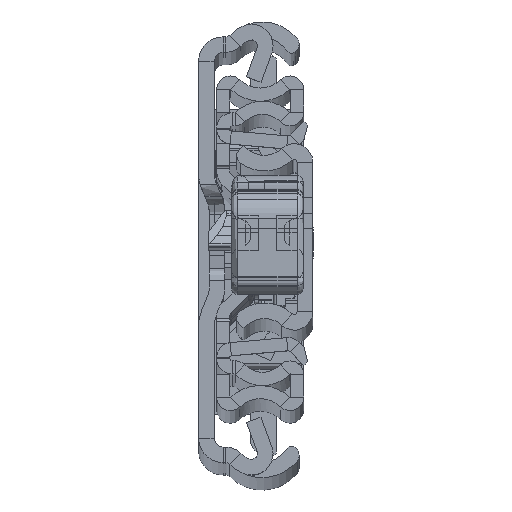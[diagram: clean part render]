
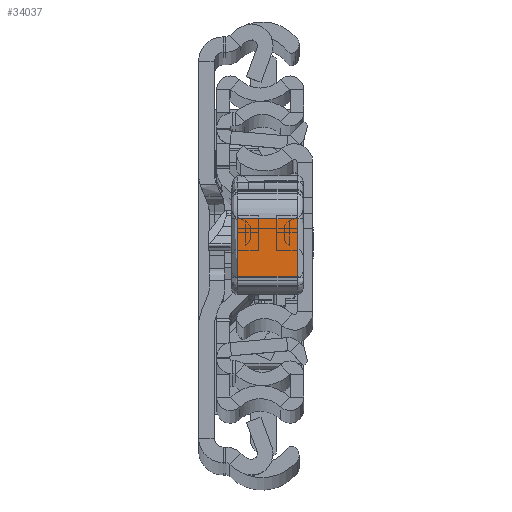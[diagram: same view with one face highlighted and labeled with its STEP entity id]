
A CAD part, top view. The second image highlights one B-rep face of the part: STEP entity #34037.
In plain terms, the highlighted face is planar.
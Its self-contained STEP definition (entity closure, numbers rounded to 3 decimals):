
#343 = EDGE_LOOP ( 'NONE', ( #15321, #25088, #5569, #33977 ) ) ;
#678 = DIRECTION ( 'NONE',  ( -1., 0.027, 0. ) ) ;
#1933 = DIRECTION ( 'NONE',  ( 0., 0., -1. ) ) ;
#3192 = CARTESIAN_POINT ( 'NONE',  ( 39.55, -12.274, 0. ) ) ;
#4634 = LINE ( 'NONE', #15644, #29095 ) ;
#5391 = VERTEX_POINT ( 'NONE', #24513 ) ;
#5477 = AXIS2_PLACEMENT_3D ( 'NONE', #14408, #678, #8978 ) ;
#5569 = ORIENTED_EDGE ( 'NONE', *, *, #35168, .T. ) ;
#8775 = DIRECTION ( 'NONE',  ( 0.027, 1., 0. ) ) ;
#8978 = DIRECTION ( 'NONE',  ( -0.027, -1., 0. ) ) ;
#9744 = CARTESIAN_POINT ( 'NONE',  ( 39.55, -12.274, 10. ) ) ;
#9788 = CARTESIAN_POINT ( 'NONE',  ( 39.818, -2.465, 0. ) ) ;
#11308 = EDGE_CURVE ( 'NONE', #5391, #26073, #4634, .T. ) ;
#14408 = CARTESIAN_POINT ( 'NONE',  ( 39.55, -12.274, 11. ) ) ;
#15067 = CARTESIAN_POINT ( 'NONE',  ( 39.55, -12.274, 0. ) ) ;
#15321 = ORIENTED_EDGE ( 'NONE', *, *, #11308, .T. ) ;
#15437 = CARTESIAN_POINT ( 'NONE',  ( 39.818, -2.465, 10. ) ) ;
#15644 = CARTESIAN_POINT ( 'NONE',  ( 39.55, -12.274, 11. ) ) ;
#16896 = LINE ( 'NONE', #3192, #34649 ) ;
#17342 = CARTESIAN_POINT ( 'NONE',  ( 39.818, -2.465, 11. ) ) ;
#19619 = EDGE_CURVE ( 'NONE', #22130, #5391, #31415, .T. ) ;
#22130 = VERTEX_POINT ( 'NONE', #15437 ) ;
#23547 = EDGE_CURVE ( 'NONE', #26073, #32057, #16896, .T. ) ;
#24513 = CARTESIAN_POINT ( 'NONE',  ( 39.55, -12.274, 10. ) ) ;
#25088 = ORIENTED_EDGE ( 'NONE', *, *, #23547, .T. ) ;
#25182 = VECTOR ( 'NONE', #28189, 1000. ) ;
#25484 = LINE ( 'NONE', #17342, #32064 ) ;
#25936 = FACE_OUTER_BOUND ( 'NONE', #343, .T. ) ;
#26073 = VERTEX_POINT ( 'NONE', #15067 ) ;
#28129 = PLANE ( 'NONE',  #5477 ) ;
#28189 = DIRECTION ( 'NONE',  ( -0.027, -1., 0. ) ) ;
#28366 = DIRECTION ( 'NONE',  ( 0., 0., 1. ) ) ;
#29095 = VECTOR ( 'NONE', #1933, 1000. ) ;
#31415 = LINE ( 'NONE', #9744, #25182 ) ;
#32057 = VERTEX_POINT ( 'NONE', #9788 ) ;
#32064 = VECTOR ( 'NONE', #28366, 1000. ) ;
#33977 = ORIENTED_EDGE ( 'NONE', *, *, #19619, .T. ) ;
#34037 = ADVANCED_FACE ( 'NONE', ( #25936 ), #28129, .F. ) ;
#34649 = VECTOR ( 'NONE', #8775, 1000. ) ;
#35168 = EDGE_CURVE ( 'NONE', #32057, #22130, #25484, .T. ) ;
